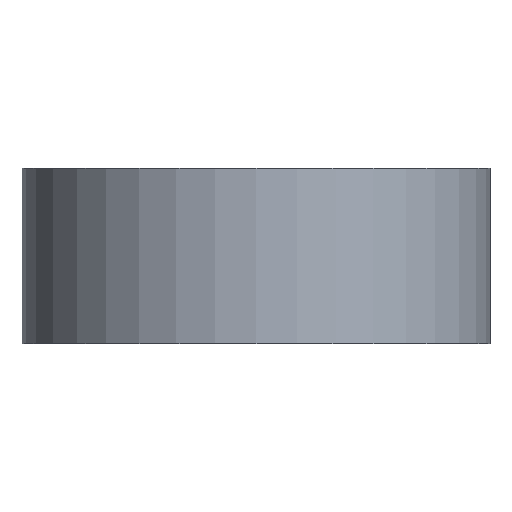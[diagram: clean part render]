
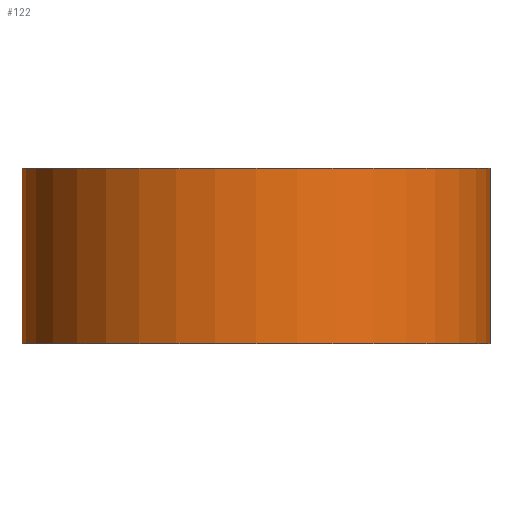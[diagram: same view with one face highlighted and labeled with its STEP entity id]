
A CAD part, front view. The second image highlights one B-rep face of the part: STEP entity #122.
In plain terms, the highlighted cylindrical face has radius 20 mm (diameter 40 mm), a partial arc.
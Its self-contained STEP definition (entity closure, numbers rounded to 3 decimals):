
#8 = VERTEX_POINT ( 'NONE', #134 ) ;
#13 = VERTEX_POINT ( 'NONE', #129 ) ;
#22 = VERTEX_POINT ( 'NONE', #143 ) ;
#28 = EDGE_CURVE ( 'NONE', #13, #8, #161, .T. ) ;
#43 = VERTEX_POINT ( 'NONE', #153 ) ;
#46 = EDGE_CURVE ( 'NONE', #43, #22, #147, .T. ) ;
#94 = EDGE_CURVE ( 'NONE', #8, #22, #252, .T. ) ;
#99 = EDGE_CURVE ( 'NONE', #13, #43, #258, .T. ) ;
#122 = ADVANCED_FACE ( 'NONE', ( #286 ), #285, .T. ) ;
#123 = EDGE_LOOP ( 'NONE', ( #141, #142, #135, #125 ) ) ;
#125 = ORIENTED_EDGE ( 'NONE', *, *, #94, .F. ) ;
#129 = CARTESIAN_POINT ( 'NONE',  ( -20., 0., -15. ) ) ;
#134 = CARTESIAN_POINT ( 'NONE',  ( -20., 0., 0. ) ) ;
#135 = ORIENTED_EDGE ( 'NONE', *, *, #46, .T. ) ;
#141 = ORIENTED_EDGE ( 'NONE', *, *, #28, .F. ) ;
#142 = ORIENTED_EDGE ( 'NONE', *, *, #99, .T. ) ;
#143 = CARTESIAN_POINT ( 'NONE',  ( 20., 0., 0. ) ) ;
#147 = LINE ( 'NONE', #201, #200 ) ;
#153 = CARTESIAN_POINT ( 'NONE',  ( 20., 0., -15. ) ) ;
#161 = LINE ( 'NONE', #188, #187 ) ;
#186 = DIRECTION ( 'NONE',  ( 0., 0., 1. ) ) ;
#187 = VECTOR ( 'NONE', #186, 1000. ) ;
#188 = CARTESIAN_POINT ( 'NONE',  ( -20., 0., 0. ) ) ;
#199 = DIRECTION ( 'NONE',  ( 0., 0., 1. ) ) ;
#200 = VECTOR ( 'NONE', #199, 1000. ) ;
#201 = CARTESIAN_POINT ( 'NONE',  ( 20., 0., 0. ) ) ;
#227 = CARTESIAN_POINT ( 'NONE',  ( 0., 0., -15. ) ) ;
#248 = CARTESIAN_POINT ( 'NONE',  ( 0., 0., 0. ) ) ;
#249 = DIRECTION ( 'NONE',  ( 1., 0., 0. ) ) ;
#250 = DIRECTION ( 'NONE',  ( 0., 0., 1. ) ) ;
#251 = AXIS2_PLACEMENT_3D ( 'NONE', #248, #250, #249 ) ;
#252 = CIRCLE ( 'NONE', #251, 20. ) ;
#255 = DIRECTION ( 'NONE',  ( 1., 0., 0. ) ) ;
#256 = DIRECTION ( 'NONE',  ( 0., 0., 1. ) ) ;
#257 = AXIS2_PLACEMENT_3D ( 'NONE', #227, #256, #255 ) ;
#258 = CIRCLE ( 'NONE', #257, 20. ) ;
#279 = DIRECTION ( 'NONE',  ( 1., 0., 0. ) ) ;
#280 = DIRECTION ( 'NONE',  ( 0., 0., 1. ) ) ;
#281 = CARTESIAN_POINT ( 'NONE',  ( 0., 0., 0. ) ) ;
#282 = AXIS2_PLACEMENT_3D ( 'NONE', #281, #280, #279 ) ;
#285 = CYLINDRICAL_SURFACE ( 'NONE', #282, 20. ) ;
#286 = FACE_OUTER_BOUND ( 'NONE', #123, .T. ) ;
